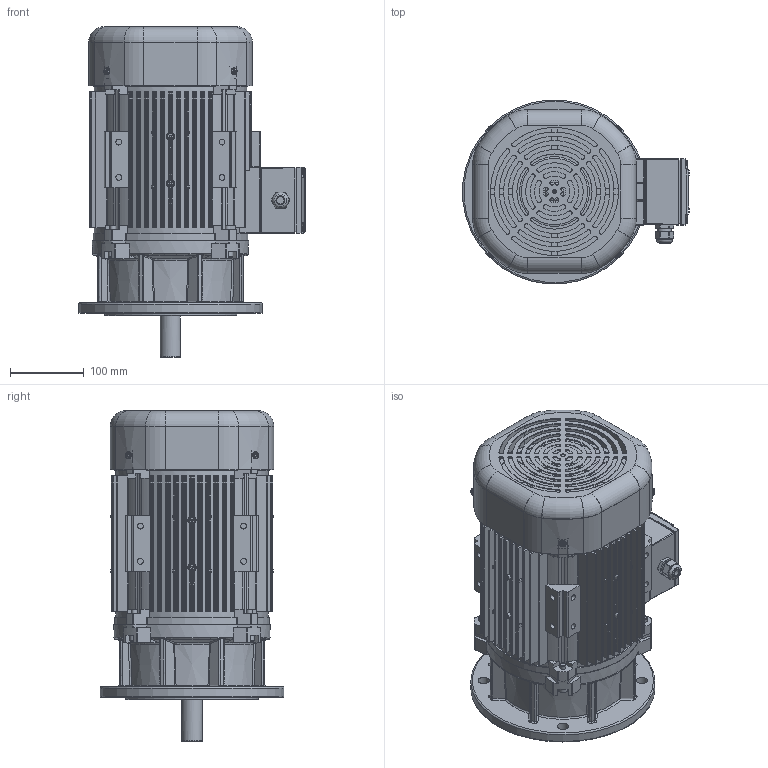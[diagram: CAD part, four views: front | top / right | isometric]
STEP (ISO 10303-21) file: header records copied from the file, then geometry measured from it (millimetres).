
FILE_DESCRIPTION((''),'2;1');
FILE_NAME('FLANGE MOTOR ASS''Y.stp','2014-08-21T14:08:00',(''),(''),'Autodesk Inventor 2013','Autodesk Inventor 2013','');
FILE_SCHEMA(('AUTOMOTIVE_DESIGN { 1 0 10303 214 1 1 1 1 }'));
Length unit declared in the file: millimetre
Products named in the file (16): FLANGE MOTOR ASS'Y; 3.75kW FRAME 가공; REAR COVER 가공; FLANGE COVER W; 112M 3.75kW FAN COVER 20090709; 5hp shaft flange type; 1.5kW~3.75kW LEAD BOX ASS'Y 20101221; LEAD BOX A 20090609; LEAD BOX B 20090609; RUBBER GASKET 20091123; ISO 7045 Z M4 x 10 - 4.8 - Z; ISO 7045 Z M4 x 12 - 4.8 - Z; BED; CAP; JIS B 1176 - M8 x 35; ISO 7045 - M5 x 6
Assembly tree (27 placements, depth 2):
  FLANGE MOTOR ASS'Y
    3.75kW FRAME 가공
    REAR COVER 가공
    FLANGE COVER W
    112M 3.75kW FAN COVER 20090709
    5hp shaft flange type
    JIS B 1176 - M8 x 35  x4
    ISO 7045 - M5 x 6  x4
  1.5kW~3.75kW LEAD BOX ASS'Y 20101221
    LEAD BOX A 20090609
    LEAD BOX B 20090609
    RUBBER GASKET 20091123  x2
    ISO 7045 Z M4 x 10 - 4.8 - Z  x4
    ISO 7045 Z M4 x 12 - 4.8 - Z  x4
    BED
    CAP
Bounding box: 307.52 x 249.05 x 448.5 mm (x, y, z)
Volume: 3609887.4 mm3; surface area: 1155400 mm2
Topology: 27 solids, 27 shells, 3759 faces, 9899 edges, 6301 vertices
Faces by surface type: plane 1361, cylinder 1186, bspline 551, cone 309, torus 305, sphere 47
Full cylindrical faces by diameter (mm): 2 x2, 3 x2, 3.2 x14, 3.6 x16, 3.621 x8, 4 x8, 4.567 x4, 5 x16, 6 x5, 6.5 x8, 6.8 x2, 7.2 x2, 7.875 x1, 8 x20, 9 x8, 10.1 x1, 13 x4, 15 x4, 15.2 x1, 18.2 x2, 19 x1, 21 x1, 22 x1, 24.9 x1, 25 x1, 26 x1, 29 x1, 29.9 x1, 30 x1, 31.8 x1
Entity records: 118993 total; most frequent: CARTESIAN_POINT 39515, ORIENTED_EDGE 16848, DIRECTION 15908, EDGE_CURVE 8424, AXIS2_PLACEMENT_3D 6248, VERTEX_POINT 5498, EDGE_LOOP 3838, VECTOR 3412
